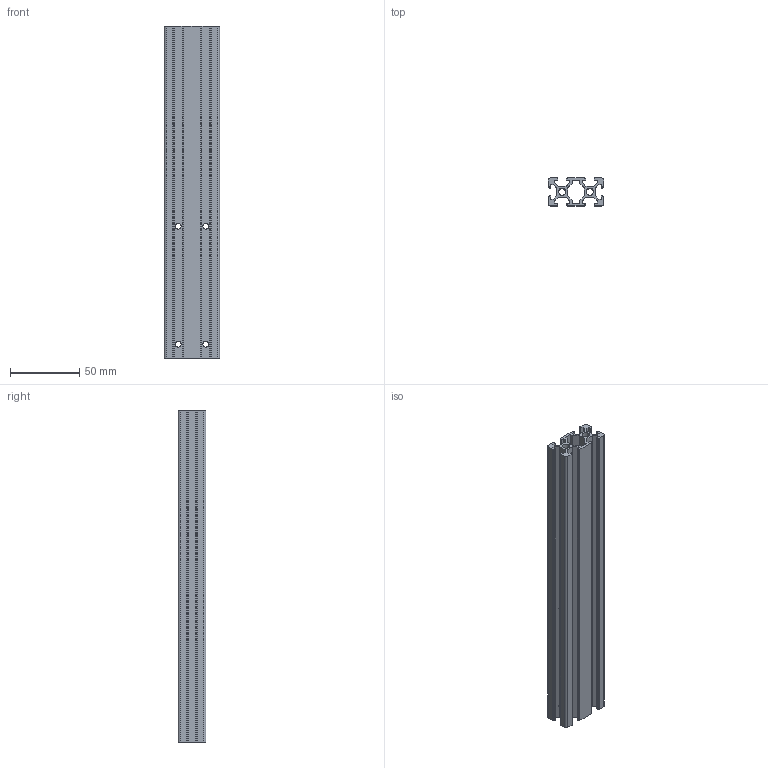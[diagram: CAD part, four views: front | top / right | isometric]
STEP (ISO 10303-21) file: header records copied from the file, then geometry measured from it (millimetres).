
FILE_DESCRIPTION (( 'STEP AP214' ), '1' );
FILE_NAME ('2040欧标铝型材_长240.4_供弹支撑 1个.STEP', '2023-07-18T06:00:56', ( '' ), ( '' ), 'SwSTEP 2.0', 'SolidWorks 2022', '' );
FILE_SCHEMA (( 'AUTOMOTIVE_DESIGN' ));
Length unit declared in the file: millimetre
Products named in the file (1): 2040欧标铝型材_长240.4_供弹支撑 1个
Bounding box: 40 x 20 x 240.4 mm (x, y, z)
Volume: 70229.6 mm3; surface area: 75007.9 mm2
Topology: 1 solids, 1 shells, 186 faces, 552 edges, 368 vertices
Faces by surface type: plane 126, cylinder 60
Entity records: 8258 total; most frequent: CARTESIAN_POINT 1731, ORIENTED_EDGE 1104, DIRECTION 982, EDGE_CURVE 552, VECTOR 416, LINE 416, VERTEX_POINT 368, AXIS2_PLACEMENT_3D 283
